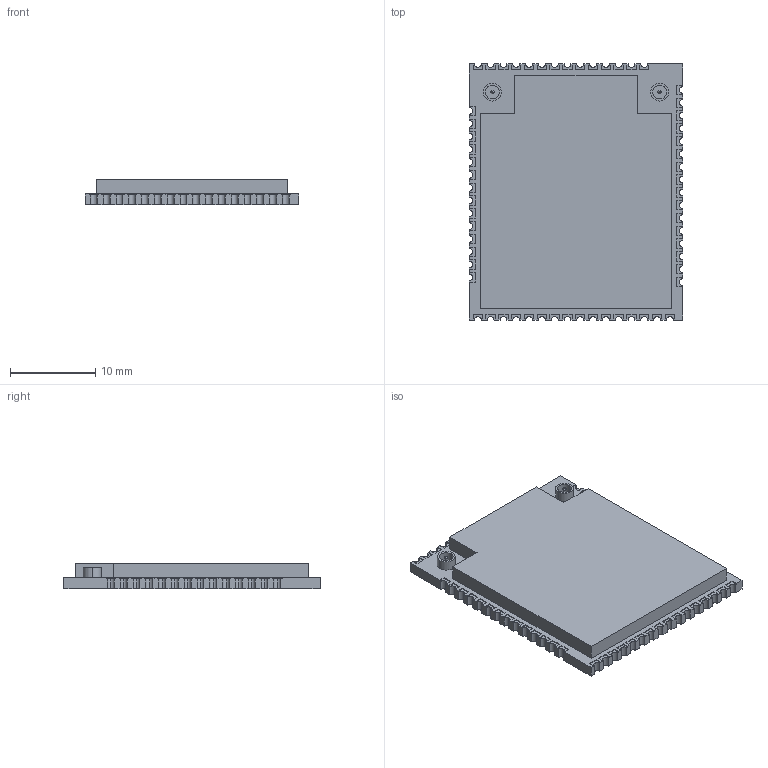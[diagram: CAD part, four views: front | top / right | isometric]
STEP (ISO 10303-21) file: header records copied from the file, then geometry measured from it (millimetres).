
FILE_DESCRIPTION (( 'STEP AP214' ), '1' );
FILE_NAME ('MG2639.STEP', '2015-04-01T19:23:20', ( '' ), ( '' ), 'SwSTEP 2.0', 'SolidWorks 2014', '' );
FILE_SCHEMA (( 'AUTOMOTIVE_DESIGN' ));
Length unit declared in the file: millimetre
Products named in the file (1): MG2639
Bounding box: 25 x 30 x 2.97 mm (x, y, z)
Volume: 1916.2 mm3; surface area: 1850 mm2
Topology: 1 solids, 1 shells, 411 faces, 1202 edges, 800 vertices
Faces by surface type: plane 321, cylinder 86, torus 4
Entity records: 17740 total; most frequent: CARTESIAN_POINT 2414, ORIENTED_EDGE 2404, DIRECTION 2206, EDGE_CURVE 1202, VECTOR 1022, LINE 1022, VERTEX_POINT 800, AXIS2_PLACEMENT_3D 592
